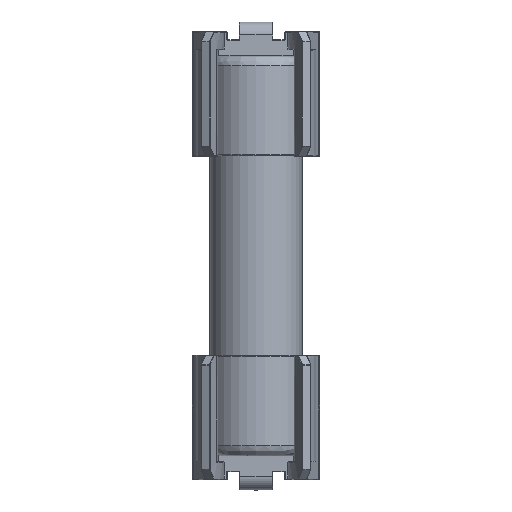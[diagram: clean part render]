
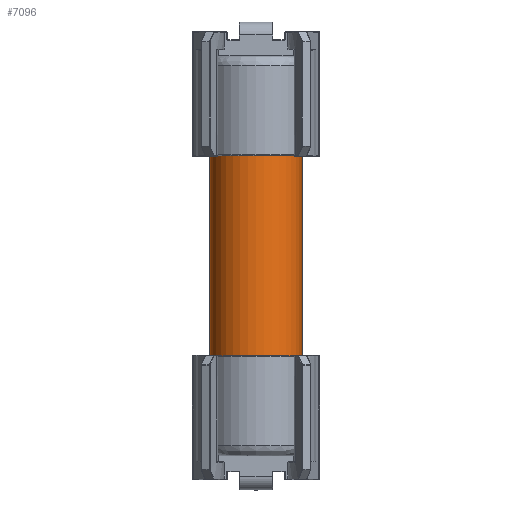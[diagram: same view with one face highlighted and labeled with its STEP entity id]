
A CAD part, top view. The second image highlights one B-rep face of the part: STEP entity #7096.
In plain terms, the highlighted cylindrical face has radius 2.3 mm (diameter 4.6 mm), a partial arc.
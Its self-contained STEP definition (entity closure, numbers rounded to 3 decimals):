
#819 = DIRECTION ( 'NONE',  ( 0., 0., -1. ) ) ;
#1314 = CARTESIAN_POINT ( 'NONE',  ( -2.3, 0., -5. ) ) ;
#1513 = DIRECTION ( 'NONE',  ( 1., 0., 0. ) ) ;
#2083 = DIRECTION ( 'NONE',  ( 0., 0., 1. ) ) ;
#2247 = CARTESIAN_POINT ( 'NONE',  ( 2.3, 0., 0. ) ) ;
#2953 = CYLINDRICAL_SURFACE ( 'NONE', #7194, 2.3 ) ;
#3939 = CARTESIAN_POINT ( 'NONE',  ( 2.3, 0., 5. ) ) ;
#4016 = VERTEX_POINT ( 'NONE', #1314 ) ;
#5405 = VERTEX_POINT ( 'NONE', #3939 ) ;
#6612 = DIRECTION ( 'NONE',  ( 1., 0., 0. ) ) ;
#6636 = LINE ( 'NONE', #14004, #13455 ) ;
#6641 = DIRECTION ( 'NONE',  ( 0., 0., 1. ) ) ;
#6749 = EDGE_CURVE ( 'NONE', #4016, #15802, #11009, .T. ) ;
#6865 = FACE_OUTER_BOUND ( 'NONE', #14172, .T. ) ;
#7096 = ADVANCED_FACE ( 'NONE', ( #6865 ), #2953, .T. ) ;
#7194 = AXIS2_PLACEMENT_3D ( 'NONE', #9265, #14148, #6612 ) ;
#7211 = LINE ( 'NONE', #2247, #14285 ) ;
#7369 = ORIENTED_EDGE ( 'NONE', *, *, #6749, .T. ) ;
#7730 = EDGE_CURVE ( 'NONE', #5405, #11514, #10025, .T. ) ;
#8990 = CARTESIAN_POINT ( 'NONE',  ( 0., 0., -5. ) ) ;
#9265 = CARTESIAN_POINT ( 'NONE',  ( 0., 0., 0. ) ) ;
#9993 = AXIS2_PLACEMENT_3D ( 'NONE', #8990, #6641, #1513 ) ;
#10025 = CIRCLE ( 'NONE', #11561, 2.3 ) ;
#10528 = DIRECTION ( 'NONE',  ( 1., 0., 0. ) ) ;
#11009 = CIRCLE ( 'NONE', #9993, 2.3 ) ;
#11514 = VERTEX_POINT ( 'NONE', #13918 ) ;
#11561 = AXIS2_PLACEMENT_3D ( 'NONE', #13683, #819, #10528 ) ;
#11604 = CARTESIAN_POINT ( 'NONE',  ( 2.3, 0., -5. ) ) ;
#12200 = ORIENTED_EDGE ( 'NONE', *, *, #13272, .F. ) ;
#12835 = ORIENTED_EDGE ( 'NONE', *, *, #15556, .T. ) ;
#13272 = EDGE_CURVE ( 'NONE', #4016, #11514, #6636, .T. ) ;
#13455 = VECTOR ( 'NONE', #15278, 1000. ) ;
#13683 = CARTESIAN_POINT ( 'NONE',  ( 0., 0., 5. ) ) ;
#13918 = CARTESIAN_POINT ( 'NONE',  ( -2.3, 0., 5. ) ) ;
#14004 = CARTESIAN_POINT ( 'NONE',  ( -2.3, 0., 0. ) ) ;
#14148 = DIRECTION ( 'NONE',  ( 0., 0., 1. ) ) ;
#14172 = EDGE_LOOP ( 'NONE', ( #12200, #7369, #12835, #15247 ) ) ;
#14285 = VECTOR ( 'NONE', #2083, 1000. ) ;
#15247 = ORIENTED_EDGE ( 'NONE', *, *, #7730, .T. ) ;
#15278 = DIRECTION ( 'NONE',  ( 0., 0., 1. ) ) ;
#15556 = EDGE_CURVE ( 'NONE', #15802, #5405, #7211, .T. ) ;
#15802 = VERTEX_POINT ( 'NONE', #11604 ) ;
